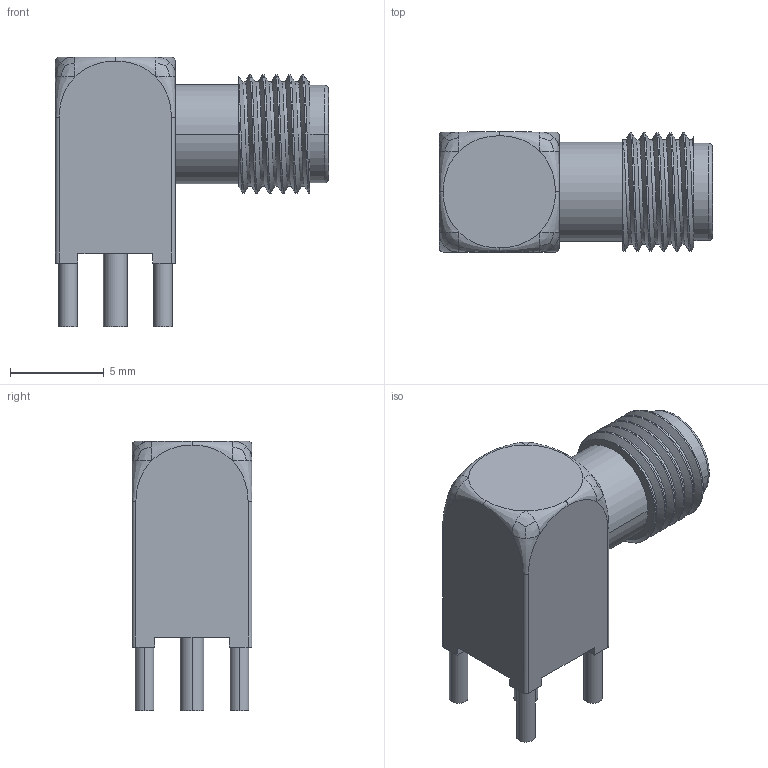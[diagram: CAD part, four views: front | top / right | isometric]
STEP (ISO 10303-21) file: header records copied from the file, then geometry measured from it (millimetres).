
FILE_DESCRIPTION (( 'STEP AP214' ), '1' );
FILE_NAME ('SMA-TH_5P-L14.8-W6.4-H10.1_733910083.step', '2022-07-15T04:36:37', ( '' ), ( '' ), 'SwSTEP 2.0', 'SolidWorks 2020', '' );
FILE_SCHEMA (( 'AUTOMOTIVE_DESIGN' ));
Length unit declared in the file: millimetre
Products named in the file (1): SMA-TH_5P-L14.8-W6.4-H10.1_733910083
Bounding box: 14.6 x 6.4 x 14.4 mm (x, y, z)
Volume: 611.8 mm3; surface area: 668.5 mm2
Topology: 20 solids, 20 shells, 343 faces, 908 edges, 618 vertices
Faces by surface type: plane 176, bspline 125, cylinder 40, torus 2
Entity records: 17241 total; most frequent: CARTESIAN_POINT 5655, ORIENTED_EDGE 1816, DIRECTION 1090, EDGE_CURVE 908, VERTEX_POINT 618, LINE 536, VECTOR 536, EDGE_LOOP 370
